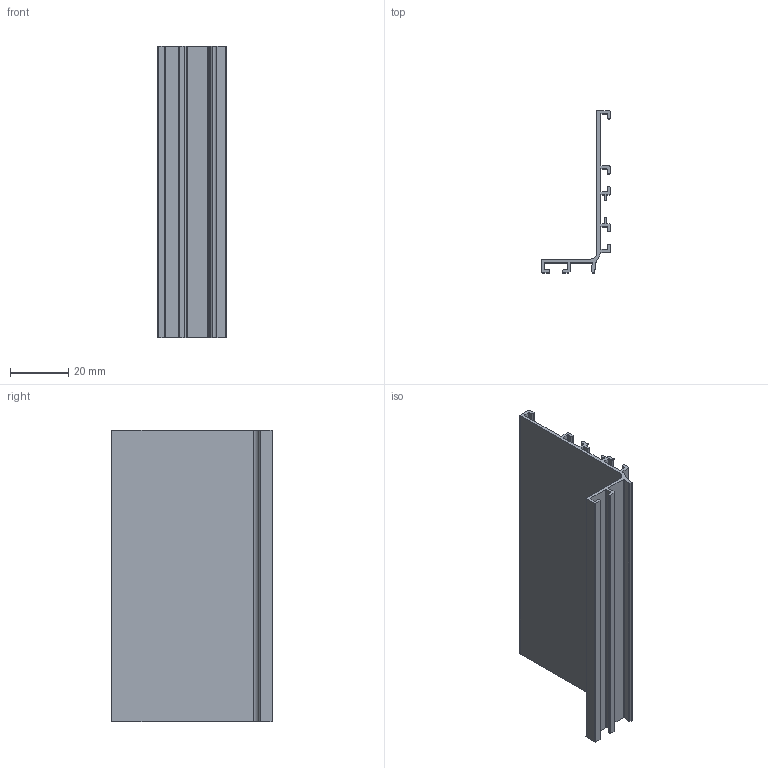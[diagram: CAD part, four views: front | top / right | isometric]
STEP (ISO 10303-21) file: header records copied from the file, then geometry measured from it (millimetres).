
FILE_DESCRIPTION(/* description */ ('Profil LED L '),/* implementation_level */ '2;1');
FILE_NAME(/* name */ 'PA-VELLO-L3M.stp',/* time_stamp */ '2021-01-05T13:34:29+01:00',/* author */ ('tomaszw'),/* organization */ (''),/* preprocessor_version */ 'ST-DEVELOPER v18.1',/* originating_system */ 'Autodesk Inventor 2020',/* authorisation */ '');
FILE_SCHEMA (('AUTOMOTIVE_DESIGN { 1 0 10303 214 3 1 1 }'));
Length unit declared in the file: millimetre
Products named in the file (1): GTV-237 Profil bezuchwytowy LED L _GTV
Bounding box: 23.5 x 55.5 x 100 mm (x, y, z)
Volume: 12697.9 mm3; surface area: 22446.4 mm2
Topology: 1 solids, 1 shells, 116 faces, 342 edges, 228 vertices
Faces by surface type: cylinder 58, plane 58
Entity records: 3943 total; most frequent: DIRECTION 692, CARTESIAN_POINT 687, ORIENTED_EDGE 684, EDGE_CURVE 342, AXIS2_PLACEMENT_3D 233, VERTEX_POINT 228, LINE 226, VECTOR 226
